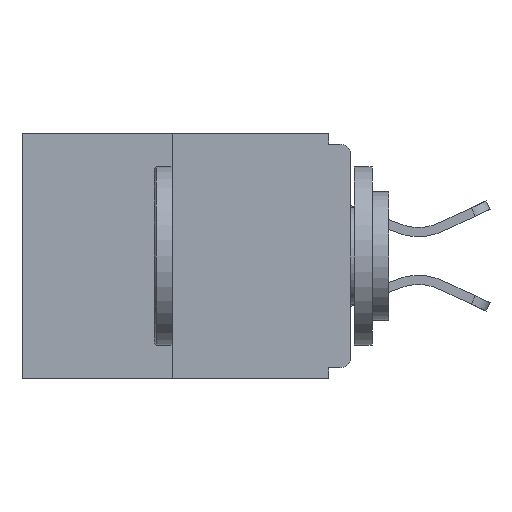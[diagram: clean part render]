
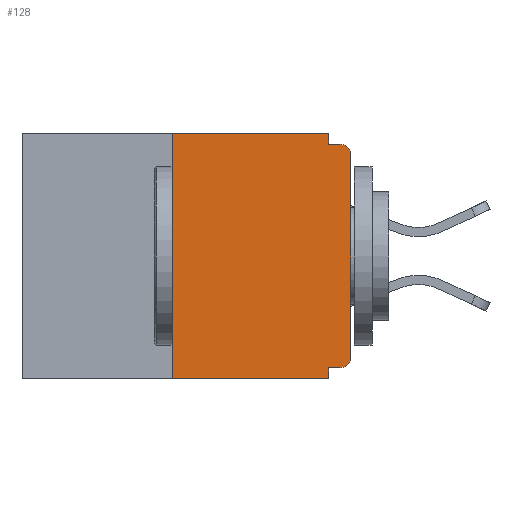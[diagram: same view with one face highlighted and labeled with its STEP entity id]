
A CAD part, left-side view. The second image highlights one B-rep face of the part: STEP entity #128.
In plain terms, the highlighted planar face has unit normal (-1, 0, 0).
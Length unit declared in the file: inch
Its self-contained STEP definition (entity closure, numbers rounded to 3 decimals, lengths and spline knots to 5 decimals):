
#128 = ADVANCED_FACE ( 'NONE', ( #9376 ), #12744, .F. ) ;
#269 = CARTESIAN_POINT ( 'NONE',  ( 0., 0.031, -0.328 ) ) ;
#519 = LINE ( 'NONE', #5488, #1545 ) ;
#1053 = VERTEX_POINT ( 'NONE', #12962 ) ;
#1108 = CARTESIAN_POINT ( 'NONE',  ( 0., 0.015, -0.328 ) ) ;
#1442 = ORIENTED_EDGE ( 'NONE', *, *, #2210, .F. ) ;
#1477 = CARTESIAN_POINT ( 'NONE',  ( 0., 0.031, -0.343 ) ) ;
#1515 = CARTESIAN_POINT ( 'NONE',  ( 0., 0.25, -0.343 ) ) ;
#1545 = VECTOR ( 'NONE', #2035, 39.37008 ) ;
#1699 = LINE ( 'NONE', #10674, #7956 ) ;
#1795 = EDGE_CURVE ( 'NONE', #2018, #17827, #8696, .T. ) ;
#1916 = LINE ( 'NONE', #15158, #17666 ) ;
#2018 = VERTEX_POINT ( 'NONE', #17859 ) ;
#2035 = DIRECTION ( 'NONE',  ( 0., 0., 1. ) ) ;
#2210 = EDGE_CURVE ( 'NONE', #19674, #17453, #1916, .T. ) ;
#2394 = AXIS2_PLACEMENT_3D ( 'NONE', #20955, #7475, #19234 ) ;
#2711 = CARTESIAN_POINT ( 'NONE',  ( 0., 0.015, -0.03 ) ) ;
#2859 = DIRECTION ( 'NONE',  ( 0., 0., -1. ) ) ;
#3072 = CARTESIAN_POINT ( 'NONE',  ( 0., 0., -0.328 ) ) ;
#3190 = CARTESIAN_POINT ( 'NONE',  ( 0., 0., -0.313 ) ) ;
#4007 = DIRECTION ( 'NONE',  ( 0., -1., 0. ) ) ;
#4055 = EDGE_CURVE ( 'NONE', #19674, #9593, #1699, .T. ) ;
#4267 = VECTOR ( 'NONE', #8413, 39.37008 ) ;
#4909 = EDGE_CURVE ( 'NONE', #14000, #9593, #12908, .T. ) ;
#5488 = CARTESIAN_POINT ( 'NONE',  ( 0., 0., 0. ) ) ;
#6635 = CARTESIAN_POINT ( 'NONE',  ( 0., 0., -0.03 ) ) ;
#7475 = DIRECTION ( 'NONE',  ( 1., 0., 0. ) ) ;
#7592 = AXIS2_PLACEMENT_3D ( 'NONE', #19510, #19217, #15845 ) ;
#7846 = CARTESIAN_POINT ( 'NONE',  ( 0., 0.25, 0. ) ) ;
#7956 = VECTOR ( 'NONE', #4007, 39.37008 ) ;
#8413 = DIRECTION ( 'NONE',  ( 0., 0., -1. ) ) ;
#8696 = LINE ( 'NONE', #21716, #4267 ) ;
#8707 = ORIENTED_EDGE ( 'NONE', *, *, #11653, .T. ) ;
#8741 = VERTEX_POINT ( 'NONE', #1108 ) ;
#9376 = FACE_OUTER_BOUND ( 'NONE', #15832, .T. ) ;
#9388 = CIRCLE ( 'NONE', #13136, 0.015 ) ;
#9593 = VERTEX_POINT ( 'NONE', #1477 ) ;
#9839 = ORIENTED_EDGE ( 'NONE', *, *, #4909, .F. ) ;
#9904 = VECTOR ( 'NONE', #12285, 39.37008 ) ;
#10636 = CARTESIAN_POINT ( 'NONE',  ( 0., 0., -0.015 ) ) ;
#10674 = CARTESIAN_POINT ( 'NONE',  ( 0., 0.46, -0.343 ) ) ;
#10952 = VECTOR ( 'NONE', #13114, 39.37008 ) ;
#11209 = EDGE_CURVE ( 'NONE', #8741, #11401, #13304, .T. ) ;
#11401 = VERTEX_POINT ( 'NONE', #3190 ) ;
#11503 = VECTOR ( 'NONE', #18608, 39.37008 ) ;
#11653 = EDGE_CURVE ( 'NONE', #19713, #1053, #9388, .T. ) ;
#11729 = EDGE_CURVE ( 'NONE', #8741, #14000, #19676, .T. ) ;
#12087 = ORIENTED_EDGE ( 'NONE', *, *, #11729, .F. ) ;
#12285 = DIRECTION ( 'NONE',  ( 0., -1., 0. ) ) ;
#12744 = PLANE ( 'NONE',  #2394 ) ;
#12908 = LINE ( 'NONE', #21218, #18751 ) ;
#12962 = CARTESIAN_POINT ( 'NONE',  ( 0., 0.015, -0.015 ) ) ;
#13114 = DIRECTION ( 'NONE',  ( 0., 1., 0. ) ) ;
#13136 = AXIS2_PLACEMENT_3D ( 'NONE', #2711, #14556, #2859 ) ;
#13236 = ORIENTED_EDGE ( 'NONE', *, *, #11209, .T. ) ;
#13304 = CIRCLE ( 'NONE', #7592, 0.015 ) ;
#13391 = ORIENTED_EDGE ( 'NONE', *, *, #19199, .T. ) ;
#14000 = VERTEX_POINT ( 'NONE', #269 ) ;
#14556 = DIRECTION ( 'NONE',  ( -1., 0., 0. ) ) ;
#15032 = CARTESIAN_POINT ( 'NONE',  ( 0., 0.46, 0. ) ) ;
#15158 = CARTESIAN_POINT ( 'NONE',  ( 0., 0.25, 0. ) ) ;
#15832 = EDGE_LOOP ( 'NONE', ( #17222, #1442, #18791, #9839, #12087, #13236, #13391, #8707, #20298, #19355 ) ) ;
#15845 = DIRECTION ( 'NONE',  ( 0., 0., -1. ) ) ;
#16213 = DIRECTION ( 'NONE',  ( 0., 0., -1. ) ) ;
#16513 = LINE ( 'NONE', #15032, #11503 ) ;
#17222 = ORIENTED_EDGE ( 'NONE', *, *, #18236, .F. ) ;
#17453 = VERTEX_POINT ( 'NONE', #7846 ) ;
#17666 = VECTOR ( 'NONE', #20304, 39.37008 ) ;
#17827 = VERTEX_POINT ( 'NONE', #19462 ) ;
#17859 = CARTESIAN_POINT ( 'NONE',  ( 0., 0.031, 0. ) ) ;
#18236 = EDGE_CURVE ( 'NONE', #17453, #2018, #16513, .T. ) ;
#18608 = DIRECTION ( 'NONE',  ( 0., -1., 0. ) ) ;
#18751 = VECTOR ( 'NONE', #16213, 39.37008 ) ;
#18791 = ORIENTED_EDGE ( 'NONE', *, *, #4055, .T. ) ;
#18868 = LINE ( 'NONE', #10636, #9904 ) ;
#19199 = EDGE_CURVE ( 'NONE', #11401, #19713, #519, .T. ) ;
#19217 = DIRECTION ( 'NONE',  ( -1., 0., 0. ) ) ;
#19234 = DIRECTION ( 'NONE',  ( 0., 0., -1. ) ) ;
#19355 = ORIENTED_EDGE ( 'NONE', *, *, #1795, .F. ) ;
#19462 = CARTESIAN_POINT ( 'NONE',  ( 0., 0.031, -0.015 ) ) ;
#19510 = CARTESIAN_POINT ( 'NONE',  ( 0., 0.015, -0.313 ) ) ;
#19674 = VERTEX_POINT ( 'NONE', #1515 ) ;
#19676 = LINE ( 'NONE', #3072, #10952 ) ;
#19713 = VERTEX_POINT ( 'NONE', #6635 ) ;
#19990 = EDGE_CURVE ( 'NONE', #17827, #1053, #18868, .T. ) ;
#20298 = ORIENTED_EDGE ( 'NONE', *, *, #19990, .F. ) ;
#20304 = DIRECTION ( 'NONE',  ( 0., 0., 1. ) ) ;
#20955 = CARTESIAN_POINT ( 'NONE',  ( 0., 0.46, 0. ) ) ;
#21218 = CARTESIAN_POINT ( 'NONE',  ( 0., 0.031, -0.343 ) ) ;
#21716 = CARTESIAN_POINT ( 'NONE',  ( 0., 0.031, 0. ) ) ;
